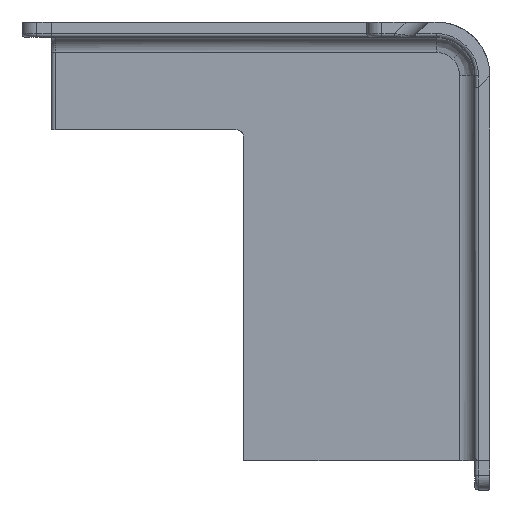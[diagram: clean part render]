
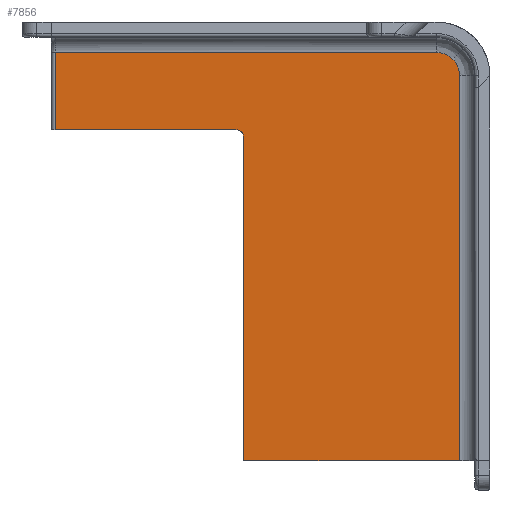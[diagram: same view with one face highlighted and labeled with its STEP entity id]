
A CAD part, front view. The second image highlights one B-rep face of the part: STEP entity #7856.
In plain terms, the highlighted planar face has unit normal (-0.025, -0.999, -0.025).
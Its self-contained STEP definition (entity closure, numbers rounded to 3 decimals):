
#23 = PLANE ( 'NONE',  #5573 ) ;
#525 = CARTESIAN_POINT ( 'NONE',  ( 25., 178.472, -44.151 ) ) ;
#628 = CARTESIAN_POINT ( 'NONE',  ( 53.049, 175.433, 50.856 ) ) ;
#634 = VERTEX_POINT ( 'NONE', #8155 ) ;
#695 = EDGE_LOOP ( 'NONE', ( #1424, #9058, #3326, #7262, #1952, #4928, #6517, #6745, #8044 ) ) ;
#719 = EDGE_CURVE ( 'NONE', #5087, #1492, #8709, .T. ) ;
#736 = VECTOR ( 'NONE', #6246, 1000. ) ;
#750 = LINE ( 'NONE', #3256, #2607 ) ;
#1424 = ORIENTED_EDGE ( 'NONE', *, *, #6914, .F. ) ;
#1492 = VERTEX_POINT ( 'NONE', #5134 ) ;
#1570 = VERTEX_POINT ( 'NONE', #2919 ) ;
#1583 = LINE ( 'NONE', #5964, #3422 ) ;
#1689 = DIRECTION ( 'NONE',  ( 0., 0.025, -1. ) ) ;
#1749 = EDGE_CURVE ( 'NONE', #1570, #8181, #6691, .T. ) ;
#1865 = VERTEX_POINT ( 'NONE', #5512 ) ;
#1952 = ORIENTED_EDGE ( 'NONE', *, *, #6264, .F. ) ;
#2109 = DIRECTION ( 'NONE',  ( 0., 0.025, -1. ) ) ;
#2382 = FACE_OUTER_BOUND ( 'NONE', #695, .T. ) ;
#2592 = CARTESIAN_POINT ( 'NONE',  ( 44.011, 175.85, 43. ) ) ;
#2607 = VECTOR ( 'NONE', #1689, 1000. ) ;
#2720 = DIRECTION ( 'NONE',  ( -1., 0.025, 0. ) ) ;
#2807 = EDGE_CURVE ( 'NONE', #1865, #5973, #1583, .T. ) ;
#2892 =( BOUNDED_CURVE ( )  B_SPLINE_CURVE ( 3, ( #7846, #8606, #8638, #4024 ),
 .UNSPECIFIED., .F., .F. ) 
 B_SPLINE_CURVE_WITH_KNOTS ( ( 4, 4 ),
 ( 2.356, 3.927 ),
 .UNSPECIFIED. ) 
 CURVE ( )  GEOMETRIC_REPRESENTATION_ITEM ( )  RATIONAL_B_SPLINE_CURVE ( ( 1., 0.805, 0.805, 1. ) ) 
 REPRESENTATION_ITEM ( '' )  );
#2919 = CARTESIAN_POINT ( 'NONE',  ( 53.049, 176.689, 0. ) ) ;
#3110 = EDGE_CURVE ( 'NONE', #1492, #1570, #750, .T. ) ;
#3188 = DIRECTION ( 'NONE',  ( 0.025, 0.999, 0.025 ) ) ;
#3243 = EDGE_CURVE ( 'NONE', #7767, #5973, #5997, .T. ) ;
#3256 = CARTESIAN_POINT ( 'NONE',  ( 53.049, 177.779, -44.168 ) ) ;
#3265 = CARTESIAN_POINT ( 'NONE',  ( 0.488, 176.925, 43. ) ) ;
#3326 = ORIENTED_EDGE ( 'NONE', *, *, #3243, .F. ) ;
#3422 = VECTOR ( 'NONE', #2109, 1000. ) ;
#3765 = CARTESIAN_POINT ( 'NONE',  ( 50.049, 175.453, 53.049 ) ) ;
#4024 = CARTESIAN_POINT ( 'NONE',  ( 25., 176.344, 42. ) ) ;
#4063 = VERTEX_POINT ( 'NONE', #5614 ) ;
#4483 = EDGE_CURVE ( 'NONE', #4063, #5087, #5261, .T. ) ;
#4553 = CARTESIAN_POINT ( 'NONE',  ( 51.601, 175.422, 52.741 ) ) ;
#4628 = CARTESIAN_POINT ( 'NONE',  ( 24., 176.344, 43. ) ) ;
#4928 = ORIENTED_EDGE ( 'NONE', *, *, #1749, .F. ) ;
#5087 = VERTEX_POINT ( 'NONE', #8869 ) ;
#5134 = CARTESIAN_POINT ( 'NONE',  ( 53.049, 175.453, 50.049 ) ) ;
#5261 =( BOUNDED_CURVE ( )  B_SPLINE_CURVE ( 3, ( #3765, #7601, #4553, #9960 ),
 .UNSPECIFIED., .F., .T. ) 
 B_SPLINE_CURVE_WITH_KNOTS ( ( 4, 4 ),
 ( 5.498, 6.283 ),
 .UNSPECIFIED. ) 
 CURVE ( )  GEOMETRIC_REPRESENTATION_ITEM ( )  RATIONAL_B_SPLINE_CURVE ( ( 1., 0.949, 0.949, 1. ) ) 
 REPRESENTATION_ITEM ( '' )  );
#5512 = CARTESIAN_POINT ( 'NONE',  ( 0.488, 176.677, 53.049 ) ) ;
#5573 = AXIS2_PLACEMENT_3D ( 'NONE', #7034, #3188, #8593 ) ;
#5603 = CARTESIAN_POINT ( 'NONE',  ( 25., 177.381, 0. ) ) ;
#5614 = CARTESIAN_POINT ( 'NONE',  ( 50.049, 175.453, 53.049 ) ) ;
#5964 = CARTESIAN_POINT ( 'NONE',  ( 0.488, 179.077, -44.136 ) ) ;
#5973 = VERTEX_POINT ( 'NONE', #3265 ) ;
#5997 = LINE ( 'NONE', #2592, #9879 ) ;
#6151 = VECTOR ( 'NONE', #8431, 1000. ) ;
#6246 = DIRECTION ( 'NONE',  ( -1., 0.025, 0. ) ) ;
#6264 = EDGE_CURVE ( 'NONE', #8181, #634, #9116, .T. ) ;
#6314 = VECTOR ( 'NONE', #7661, 1000. ) ;
#6517 = ORIENTED_EDGE ( 'NONE', *, *, #3110, .F. ) ;
#6691 = LINE ( 'NONE', #7776, #736 ) ;
#6745 = ORIENTED_EDGE ( 'NONE', *, *, #719, .F. ) ;
#6914 = EDGE_CURVE ( 'NONE', #1865, #4063, #8177, .T. ) ;
#7034 = CARTESIAN_POINT ( 'NONE',  ( 44.064, 178.001, -44.162 ) ) ;
#7262 = ORIENTED_EDGE ( 'NONE', *, *, #8937, .T. ) ;
#7394 = CARTESIAN_POINT ( 'NONE',  ( 52.171, 175.422, 52.171 ) ) ;
#7601 = CARTESIAN_POINT ( 'NONE',  ( 50.856, 175.433, 53.049 ) ) ;
#7645 = CARTESIAN_POINT ( 'NONE',  ( 44.004, 175.602, 53.049 ) ) ;
#7661 = DIRECTION ( 'NONE',  ( 0., -0.025, 1. ) ) ;
#7767 = VERTEX_POINT ( 'NONE', #4628 ) ;
#7776 = CARTESIAN_POINT ( 'NONE',  ( -0.049, 178., 0. ) ) ;
#7846 = CARTESIAN_POINT ( 'NONE',  ( 24., 176.344, 43. ) ) ;
#7856 = ADVANCED_FACE ( 'NONE', ( #2382 ), #23, .F. ) ;
#8044 = ORIENTED_EDGE ( 'NONE', *, *, #4483, .F. ) ;
#8082 = CARTESIAN_POINT ( 'NONE',  ( 53.049, 175.453, 50.049 ) ) ;
#8131 = CARTESIAN_POINT ( 'NONE',  ( 52.741, 175.422, 51.601 ) ) ;
#8155 = CARTESIAN_POINT ( 'NONE',  ( 25., 176.344, 42. ) ) ;
#8177 = LINE ( 'NONE', #7645, #6151 ) ;
#8181 = VERTEX_POINT ( 'NONE', #5603 ) ;
#8431 = DIRECTION ( 'NONE',  ( 1., -0.025, 0. ) ) ;
#8593 = DIRECTION ( 'NONE',  ( -0.707, 0., 0.707 ) ) ;
#8606 = CARTESIAN_POINT ( 'NONE',  ( 24.586, 176.33, 43. ) ) ;
#8638 = CARTESIAN_POINT ( 'NONE',  ( 25., 176.33, 42.586 ) ) ;
#8709 =( BOUNDED_CURVE ( )  B_SPLINE_CURVE ( 3, ( #7394, #8131, #628, #8082 ),
 .UNSPECIFIED., .F., .T. ) 
 B_SPLINE_CURVE_WITH_KNOTS ( ( 4, 4 ),
 ( 0., 0.785 ),
 .UNSPECIFIED. ) 
 CURVE ( )  GEOMETRIC_REPRESENTATION_ITEM ( )  RATIONAL_B_SPLINE_CURVE ( ( 1., 0.949, 0.949, 1. ) ) 
 REPRESENTATION_ITEM ( '' )  );
#8869 = CARTESIAN_POINT ( 'NONE',  ( 52.171, 175.422, 52.171 ) ) ;
#8937 = EDGE_CURVE ( 'NONE', #7767, #634, #2892, .T. ) ;
#9058 = ORIENTED_EDGE ( 'NONE', *, *, #2807, .T. ) ;
#9116 = LINE ( 'NONE', #525, #6314 ) ;
#9879 = VECTOR ( 'NONE', #2720, 1000. ) ;
#9960 = CARTESIAN_POINT ( 'NONE',  ( 52.171, 175.422, 52.171 ) ) ;
